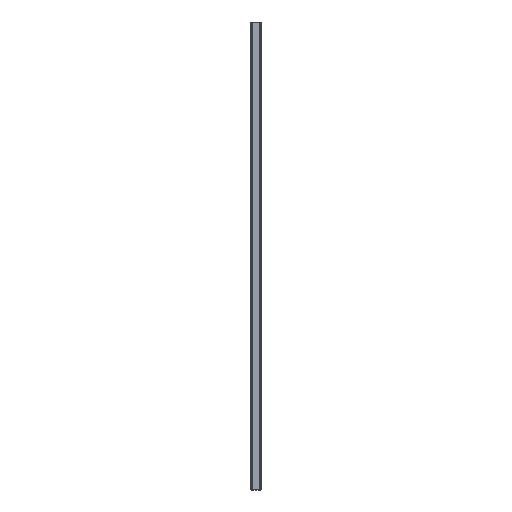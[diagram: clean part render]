
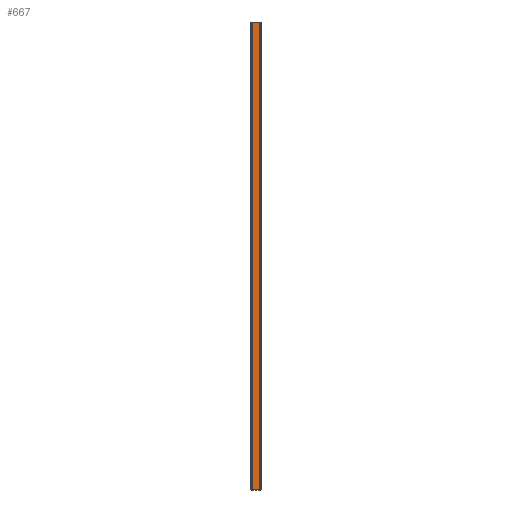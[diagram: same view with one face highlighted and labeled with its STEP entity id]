
A CAD part, top view. The second image highlights one B-rep face of the part: STEP entity #667.
In plain terms, the highlighted planar face has unit normal (0, 0, 1).
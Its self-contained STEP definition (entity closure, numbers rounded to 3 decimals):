
#667=ADVANCED_FACE('',(#1355),#1356,.T.);
#1355=FACE_OUTER_BOUND('',#2057,.T.);
#1356=PLANE('',#2058);
#2057=EDGE_LOOP('',(#4169,#4170,#4171,#4172));
#2058=AXIS2_PLACEMENT_3D('',#4173,#4174,#4175);
#4169=ORIENTED_EDGE('',*,*,#4878,.T.);
#4170=ORIENTED_EDGE('',*,*,#5201,.F.);
#4171=ORIENTED_EDGE('',*,*,#4742,.F.);
#4172=ORIENTED_EDGE('',*,*,#5199,.T.);
#4173=CARTESIAN_POINT('',(0.0,1010.0,22.));
#4174=DIRECTION('',(0.0,0.0,1.0));
#4175=DIRECTION('',(-1.0,0.0,-0.0));
#4742=EDGE_CURVE('',#5878,#5880,#5881,.T.);
#4878=EDGE_CURVE('',#6107,#6105,#6108,.T.);
#5199=EDGE_CURVE('',#5878,#6107,#6516,.T.);
#5201=EDGE_CURVE('',#5880,#6105,#6518,.T.);
#5878=VERTEX_POINT('',#7387);
#5880=VERTEX_POINT('',#7390);
#5881=LINE('',#7391,#7392);
#6105=VERTEX_POINT('',#7704);
#6107=VERTEX_POINT('',#7707);
#6108=LINE('',#7708,#7709);
#6516=LINE('',#8217,#8218);
#6518=LINE('',#8220,#8221);
#7387=CARTESIAN_POINT('',(-8.3,1010.0,22.));
#7390=CARTESIAN_POINT('',(8.3,1010.0,22.));
#7391=CARTESIAN_POINT('',(-8.3,1010.0,22.));
#7392=VECTOR('',#8820,1.0);
#7704=CARTESIAN_POINT('',(8.3,0.0,22.));
#7707=CARTESIAN_POINT('',(-8.3,0.0,22.));
#7708=CARTESIAN_POINT('',(-8.3,0.0,22.));
#7709=VECTOR('',#8976,1.0);
#8217=CARTESIAN_POINT('',(-8.3,1010.0,22.));
#8218=VECTOR('',#9416,1.0);
#8220=CARTESIAN_POINT('',(8.3,1010.0,22.));
#8221=VECTOR('',#9417,1.0);
#8820=DIRECTION('',(1.0,0.0,0.0));
#8976=DIRECTION('',(1.0,0.0,0.0));
#9416=DIRECTION('',(0.0,-1.0,0.0));
#9417=DIRECTION('',(0.0,-1.0,0.0));
